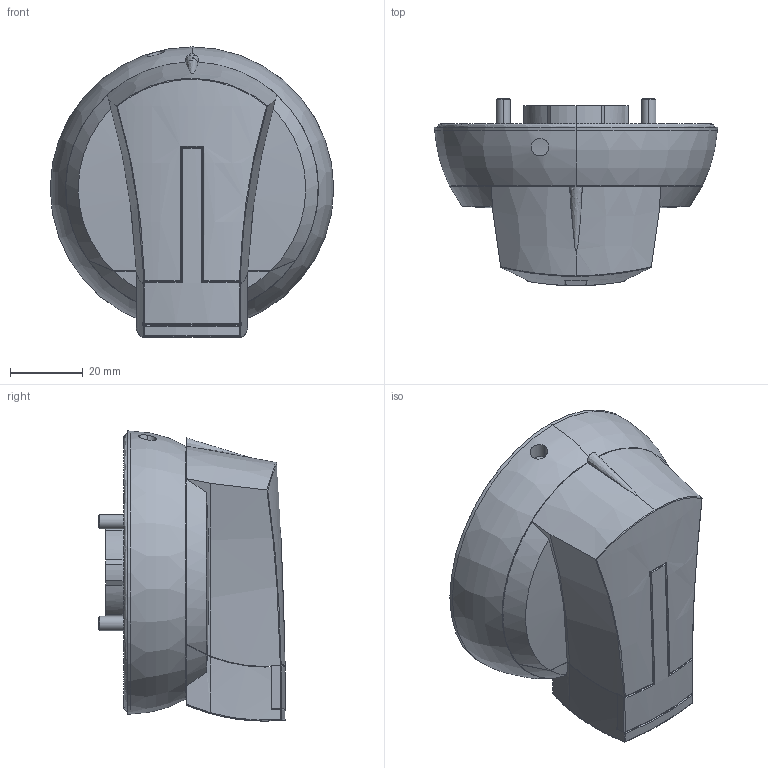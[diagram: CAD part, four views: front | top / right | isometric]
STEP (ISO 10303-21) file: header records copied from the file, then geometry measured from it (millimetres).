
FILE_DESCRIPTION (( 'STEP AP214' ), '1' );
FILE_NAME ('140F2111.step', '2016-05-11T19:48:53', ( '' ), ( '' ), 'SwSTEP 2.0', 'SolidWorks 2015', '' );
FILE_SCHEMA (( 'AUTOMOTIVE_DESIGN' ));
Length unit declared in the file: inch
Products named in the file (1): 140F2111
Bounding box: 77.98 x 51.45 x 79.87 mm (x, y, z)
Volume: 132377.2 mm3; surface area: 36778.3 mm2
Topology: 9 solids, 9 shells, 1345 faces, 3586 edges, 2375 vertices
Faces by surface type: plane 711, cylinder 526, cone 52, bspline 37, torus 13, sphere 6
Entity records: 52741 total; most frequent: CARTESIAN_POINT 22135, ORIENTED_EDGE 7172, DIRECTION 4824, EDGE_CURVE 3586, VERTEX_POINT 2375, LINE 1770, VECTOR 1770, B_SPLINE_CURVE_WITH_KNOTS 1598
